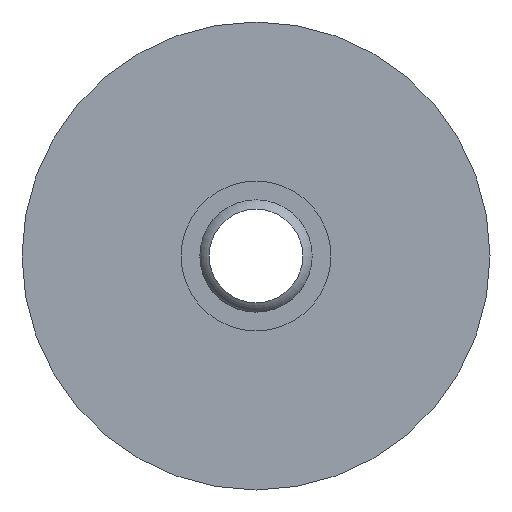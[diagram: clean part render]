
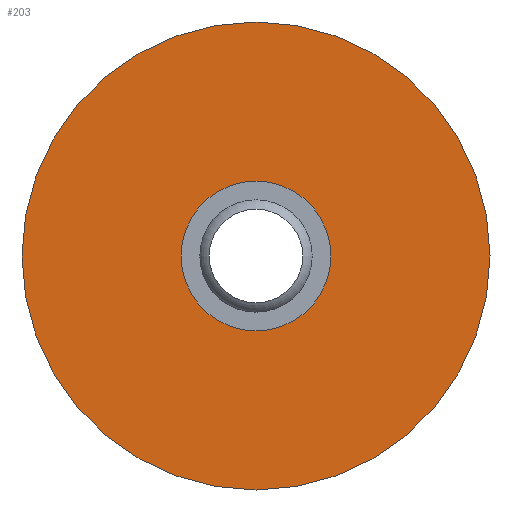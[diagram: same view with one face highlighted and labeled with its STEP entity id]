
A CAD part, front view. The second image highlights one B-rep face of the part: STEP entity #203.
In plain terms, the highlighted planar face has unit normal (0, -1, 0).
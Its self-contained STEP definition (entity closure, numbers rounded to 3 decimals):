
#17=FACE_BOUND('',#68,.T.);
#23=PLANE('',#237);
#51=FACE_OUTER_BOUND('',#67,.T.);
#67=EDGE_LOOP('',(#156));
#68=EDGE_LOOP('',(#157));
#87=CIRCLE('',#234,8.);
#89=CIRCLE('',#238,25.);
#105=VERTEX_POINT('',#348);
#107=VERTEX_POINT('',#355);
#123=EDGE_CURVE('',#105,#105,#87,.T.);
#126=EDGE_CURVE('',#107,#107,#89,.T.);
#156=ORIENTED_EDGE('',*,*,#126,.F.);
#157=ORIENTED_EDGE('',*,*,#123,.T.);
#203=ADVANCED_FACE('',(#51,#17),#23,.F.);
#234=AXIS2_PLACEMENT_3D('',#349,#275,#276);
#237=AXIS2_PLACEMENT_3D('',#354,#282,#283);
#238=AXIS2_PLACEMENT_3D('',#356,#284,#285);
#275=DIRECTION('center_axis',(0.,1.,0.));
#276=DIRECTION('ref_axis',(1.,0.,0.));
#282=DIRECTION('center_axis',(0.,1.,0.));
#283=DIRECTION('ref_axis',(1.,0.,0.));
#284=DIRECTION('center_axis',(0.,1.,0.));
#285=DIRECTION('ref_axis',(1.,0.,0.));
#348=CARTESIAN_POINT('',(-8.,0.,0.));
#349=CARTESIAN_POINT('Origin',(0.,0.,0.));
#354=CARTESIAN_POINT('Origin',(0.,0.,0.));
#355=CARTESIAN_POINT('',(-25.,0.,0.));
#356=CARTESIAN_POINT('Origin',(0.,0.,0.));
